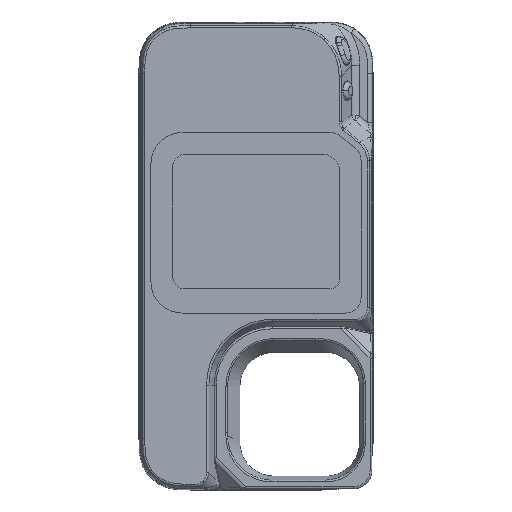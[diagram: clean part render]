
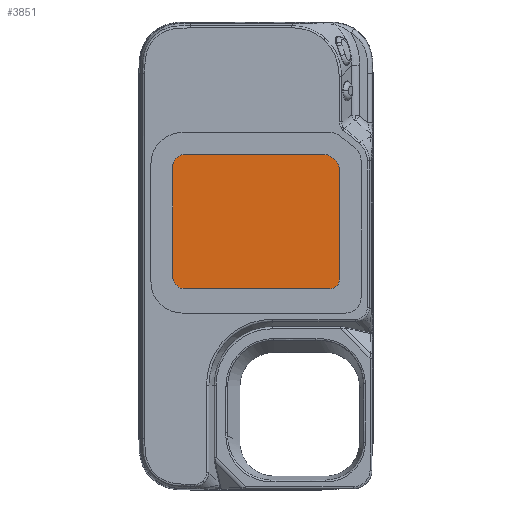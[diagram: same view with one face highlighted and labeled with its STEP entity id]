
A CAD part, front view. The second image highlights one B-rep face of the part: STEP entity #3851.
In plain terms, the highlighted planar face has unit normal (0, -1, 0).
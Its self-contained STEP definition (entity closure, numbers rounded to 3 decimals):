
#1088 = VECTOR ( 'NONE', #6832, 1000. ) ;
#1150 = PLANE ( 'NONE',  #9324 ) ;
#1247 = VERTEX_POINT ( 'NONE', #25302 ) ;
#1576 = EDGE_CURVE ( 'NONE', #34934, #26767, #32617, .T. ) ;
#1981 = VERTEX_POINT ( 'NONE', #32971 ) ;
#1998 = ORIENTED_EDGE ( 'NONE', *, *, #14119, .F. ) ;
#2205 = EDGE_CURVE ( 'NONE', #6808, #34934, #31497, .T. ) ;
#2365 = ORIENTED_EDGE ( 'NONE', *, *, #18568, .F. ) ;
#2389 = VERTEX_POINT ( 'NONE', #26545 ) ;
#3842 = DIRECTION ( 'NONE',  ( 0., 0., -1. ) ) ;
#3851 = ADVANCED_FACE ( 'NONE', ( #13504 ), #1150, .T. ) ;
#4501 = AXIS2_PLACEMENT_3D ( 'NONE', #7368, #18679, #29765 ) ;
#5040 = VERTEX_POINT ( 'NONE', #27257 ) ;
#5397 = CARTESIAN_POINT ( 'NONE',  ( -45.411, -13.206, 37.582 ) ) ;
#5835 = ORIENTED_EDGE ( 'NONE', *, *, #1576, .F. ) ;
#5973 = ORIENTED_EDGE ( 'NONE', *, *, #9794, .F. ) ;
#6073 = DIRECTION ( 'NONE',  ( 0., 1., 0. ) ) ;
#6311 = EDGE_CURVE ( 'NONE', #5040, #1247, #32137, .T. ) ;
#6441 = AXIS2_PLACEMENT_3D ( 'NONE', #24937, #13311, #24813 ) ;
#6808 = VERTEX_POINT ( 'NONE', #12674 ) ;
#6832 = DIRECTION ( 'NONE',  ( 0., 0., 1. ) ) ;
#7368 = CARTESIAN_POINT ( 'NONE',  ( 1.136, -13.206, 1.379 ) ) ;
#8173 = LINE ( 'NONE', #25291, #28310 ) ;
#9315 = DIRECTION ( 'NONE',  ( 0., 1., 0. ) ) ;
#9324 = AXIS2_PLACEMENT_3D ( 'NONE', #18199, #23566, #18071 ) ;
#9794 = EDGE_CURVE ( 'NONE', #2389, #16858, #29088, .T. ) ;
#10994 = ORIENTED_EDGE ( 'NONE', *, *, #27202, .F. ) ;
#11074 = VECTOR ( 'NONE', #36307, 1000. ) ;
#11527 = CARTESIAN_POINT ( 'NONE',  ( -45.411, -13.206, 2.379 ) ) ;
#11920 = CARTESIAN_POINT ( 'NONE',  ( -49.411, -13.206, 80.018 ) ) ;
#11923 = VECTOR ( 'NONE', #23073, 1000. ) ;
#12186 = CARTESIAN_POINT ( 'NONE',  ( -0.799, -13.206, 41.582 ) ) ;
#12674 = CARTESIAN_POINT ( 'NONE',  ( -45.411, -13.206, 41.582 ) ) ;
#12810 = LINE ( 'NONE', #14087, #11923 ) ;
#13083 = LINE ( 'NONE', #11920, #1088 ) ;
#13311 = DIRECTION ( 'NONE',  ( 0., 1., 0. ) ) ;
#13504 = FACE_OUTER_BOUND ( 'NONE', #20378, .T. ) ;
#13975 = EDGE_CURVE ( 'NONE', #1247, #36275, #30393, .T. ) ;
#14087 = CARTESIAN_POINT ( 'NONE',  ( -12.246, -13.206, 52.366 ) ) ;
#14119 = EDGE_CURVE ( 'NONE', #1981, #5040, #20927, .T. ) ;
#15741 = CARTESIAN_POINT ( 'NONE',  ( 1.766, -13.206, 40.651 ) ) ;
#16541 = DIRECTION ( 'NONE',  ( -1., 0., 0. ) ) ;
#16630 = DIRECTION ( 'NONE',  ( 0., 1., 0. ) ) ;
#16858 = VERTEX_POINT ( 'NONE', #19558 ) ;
#17981 = CIRCLE ( 'NONE', #18012, 4. ) ;
#18012 = AXIS2_PLACEMENT_3D ( 'NONE', #5397, #16630, #25003 ) ;
#18071 = DIRECTION ( 'NONE',  ( 0., 0., -1. ) ) ;
#18141 = ORIENTED_EDGE ( 'NONE', *, *, #6311, .F. ) ;
#18199 = CARTESIAN_POINT ( 'NONE',  ( 10.871, -13.206, 80.018 ) ) ;
#18568 = EDGE_CURVE ( 'NONE', #16858, #28827, #13083, .T. ) ;
#18679 = DIRECTION ( 'NONE',  ( 0., 1., 0. ) ) ;
#19558 = CARTESIAN_POINT ( 'NONE',  ( -49.411, -13.206, 2.379 ) ) ;
#19712 = ORIENTED_EDGE ( 'NONE', *, *, #2205, .F. ) ;
#20378 = EDGE_LOOP ( 'NONE', ( #31615, #2365, #5973, #21470, #30692, #18141, #1998, #10994, #5835, #19712 ) ) ;
#20634 = DIRECTION ( 'NONE',  ( 1., 0., 0. ) ) ;
#20927 = CIRCLE ( 'NONE', #6441, 4. ) ;
#21470 = ORIENTED_EDGE ( 'NONE', *, *, #24505, .F. ) ;
#23073 = DIRECTION ( 'NONE',  ( 0.767, 0., -0.641 ) ) ;
#23566 = DIRECTION ( 'NONE',  ( 0., -1., 0. ) ) ;
#24505 = EDGE_CURVE ( 'NONE', #36275, #2389, #8173, .T. ) ;
#24813 = DIRECTION ( 'NONE',  ( 0., 0., -1. ) ) ;
#24937 = CARTESIAN_POINT ( 'NONE',  ( 0.136, -13.206, 36.801 ) ) ;
#25003 = DIRECTION ( 'NONE',  ( 0., 0., -1. ) ) ;
#25291 = CARTESIAN_POINT ( 'NONE',  ( 10.871, -13.206, -1.621 ) ) ;
#25302 = CARTESIAN_POINT ( 'NONE',  ( 4.136, -13.206, 1.379 ) ) ;
#26157 = CARTESIAN_POINT ( 'NONE',  ( 10.871, -13.206, 41.582 ) ) ;
#26545 = CARTESIAN_POINT ( 'NONE',  ( -45.411, -13.206, -1.621 ) ) ;
#26767 = VERTEX_POINT ( 'NONE', #15741 ) ;
#27202 = EDGE_CURVE ( 'NONE', #26767, #1981, #12810, .T. ) ;
#27257 = CARTESIAN_POINT ( 'NONE',  ( 4.136, -13.206, 36.801 ) ) ;
#28310 = VECTOR ( 'NONE', #16541, 1000. ) ;
#28372 = VECTOR ( 'NONE', #20634, 1000. ) ;
#28827 = VERTEX_POINT ( 'NONE', #28838 ) ;
#28838 = CARTESIAN_POINT ( 'NONE',  ( -49.411, -13.206, 37.582 ) ) ;
#29088 = CIRCLE ( 'NONE', #36232, 4. ) ;
#29765 = DIRECTION ( 'NONE',  ( 0., 0., -1. ) ) ;
#29899 = AXIS2_PLACEMENT_3D ( 'NONE', #35173, #9315, #3842 ) ;
#30393 = CIRCLE ( 'NONE', #4501, 3. ) ;
#30458 = EDGE_CURVE ( 'NONE', #28827, #6808, #17981, .T. ) ;
#30692 = ORIENTED_EDGE ( 'NONE', *, *, #13975, .F. ) ;
#31497 = LINE ( 'NONE', #26157, #28372 ) ;
#31615 = ORIENTED_EDGE ( 'NONE', *, *, #30458, .F. ) ;
#32137 = LINE ( 'NONE', #33455, #11074 ) ;
#32617 = CIRCLE ( 'NONE', #29899, 4. ) ;
#32971 = CARTESIAN_POINT ( 'NONE',  ( 2.701, -13.206, 39.869 ) ) ;
#33455 = CARTESIAN_POINT ( 'NONE',  ( 4.136, -13.206, 80.018 ) ) ;
#34549 = DIRECTION ( 'NONE',  ( 0., 0., -1. ) ) ;
#34848 = CARTESIAN_POINT ( 'NONE',  ( 1.136, -13.206, -1.621 ) ) ;
#34934 = VERTEX_POINT ( 'NONE', #12186 ) ;
#35173 = CARTESIAN_POINT ( 'NONE',  ( -0.799, -13.206, 37.582 ) ) ;
#36232 = AXIS2_PLACEMENT_3D ( 'NONE', #11527, #6073, #34549 ) ;
#36275 = VERTEX_POINT ( 'NONE', #34848 ) ;
#36307 = DIRECTION ( 'NONE',  ( 0., 0., -1. ) ) ;
